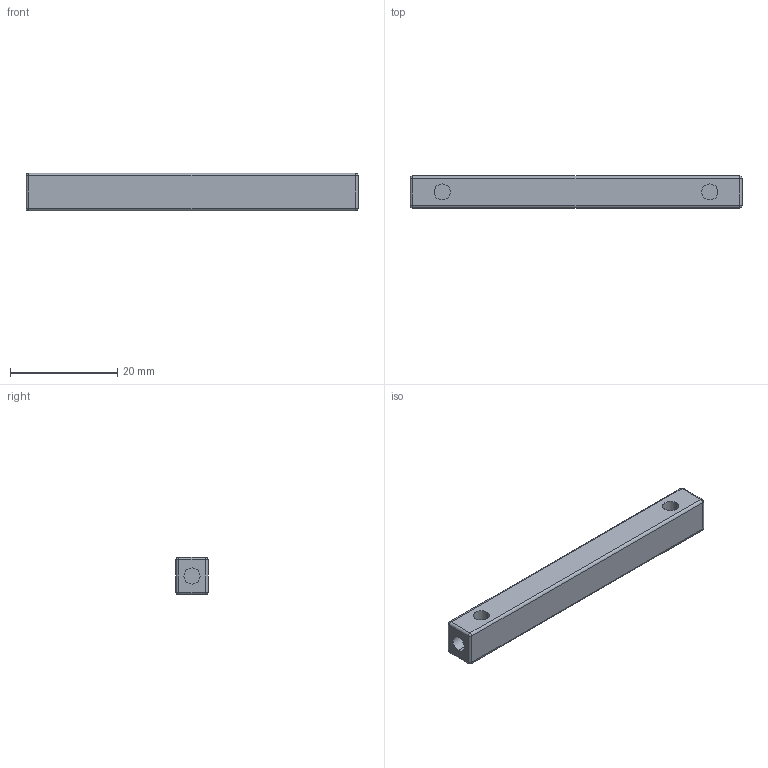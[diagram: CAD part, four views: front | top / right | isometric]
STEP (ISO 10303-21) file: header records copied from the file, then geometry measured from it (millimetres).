
FILE_DESCRIPTION (( 'STEP AP203' ), '1' );
FILE_NAME ('Base Beam upper.STEP', '2020-10-18T10:56:44', ( '' ), ( '' ), 'SwSTEP 2.0', 'SolidWorks 2018', '' );
FILE_SCHEMA (( 'CONFIG_CONTROL_DESIGN' ));
Length unit declared in the file: millimetre
Products named in the file (1): Base Beam upper
Bounding box: 62 x 6 x 7 mm (x, y, z)
Volume: 2467.9 mm3; surface area: 1791.6 mm2
Topology: 1 solids, 1 shells, 38 faces, 80 edges, 40 vertices
Faces by surface type: cylinder 20, plane 10, sphere 8
Entity records: 1021 total; most frequent: DIRECTION 190, CARTESIAN_POINT 151, ORIENTED_EDGE 144, AXIS2_PLACEMENT_3D 79, EDGE_CURVE 72, EDGE_LOOP 42, CIRCLE 40, VERTEX_POINT 40
